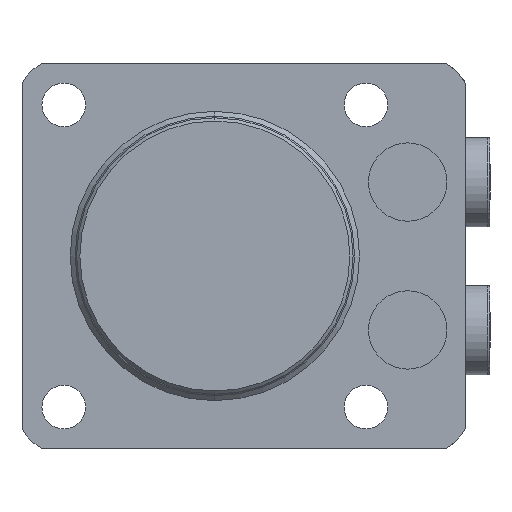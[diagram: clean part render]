
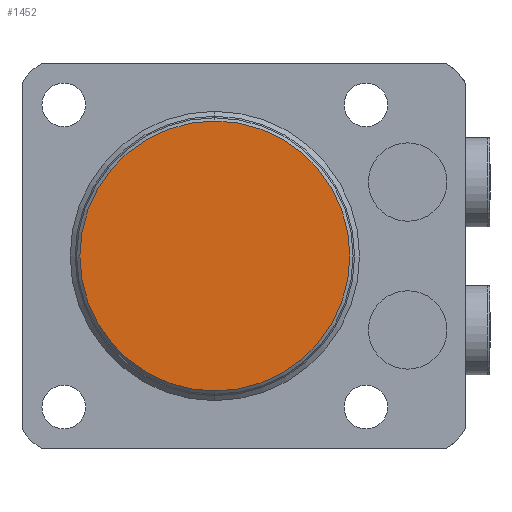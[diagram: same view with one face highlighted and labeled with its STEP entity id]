
A CAD part, front view. The second image highlights one B-rep face of the part: STEP entity #1452.
In plain terms, the highlighted planar face has unit normal (0, -1, 0).
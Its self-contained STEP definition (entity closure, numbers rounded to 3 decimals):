
#647 = EDGE_CURVE ( 'NONE', #648, #649, #2841, .T. ) ;
#648 = VERTEX_POINT ( 'NONE', #2832 ) ;
#649 = VERTEX_POINT ( 'NONE', #2831 ) ;
#1452 = ADVANCED_FACE ( 'NONE', ( #4428 ), #3649, .T. ) ;
#1453 = EDGE_LOOP ( 'NONE', ( #1454, #1456 ) ) ;
#1454 = ORIENTED_EDGE ( 'NONE', *, *, #1455, .T. ) ;
#1455 = EDGE_CURVE ( 'NONE', #649, #648, #4490, .T. ) ;
#1456 = ORIENTED_EDGE ( 'NONE', *, *, #647, .T. ) ;
#2831 = CARTESIAN_POINT ( 'NONE',  ( 0., -73.5, 21. ) ) ;
#2832 = CARTESIAN_POINT ( 'NONE',  ( 0., -73.5, -21. ) ) ;
#2833 = DIRECTION ( 'NONE',  ( 0., 0., -1. ) ) ;
#2834 = DIRECTION ( 'NONE',  ( 0., -1., 0. ) ) ;
#2835 = CARTESIAN_POINT ( 'NONE',  ( 0., -73.5, 0. ) ) ;
#2836 = AXIS2_PLACEMENT_3D ( 'NONE', #2835, #2834, #2833 ) ;
#2841 = CIRCLE ( 'NONE', #2836, 21. ) ;
#3398 = AXIS2_PLACEMENT_3D ( 'NONE', #3903, #4163, #8151 ) ;
#3649 = PLANE ( 'NONE',  #3398 ) ;
#3903 = CARTESIAN_POINT ( 'NONE',  ( 30., -73.5, 30. ) ) ;
#4163 = DIRECTION ( 'NONE',  ( 0., -1., 0. ) ) ;
#4428 = FACE_OUTER_BOUND ( 'NONE', #1453, .T. ) ;
#4486 = DIRECTION ( 'NONE',  ( 0., 0., -1. ) ) ;
#4487 = DIRECTION ( 'NONE',  ( 0., -1., 0. ) ) ;
#4488 = CARTESIAN_POINT ( 'NONE',  ( 0., -73.5, 0. ) ) ;
#4489 = AXIS2_PLACEMENT_3D ( 'NONE', #4488, #4487, #4486 ) ;
#4490 = CIRCLE ( 'NONE', #4489, 21. ) ;
#8151 = DIRECTION ( 'NONE',  ( 0., 0., -1. ) ) ;
